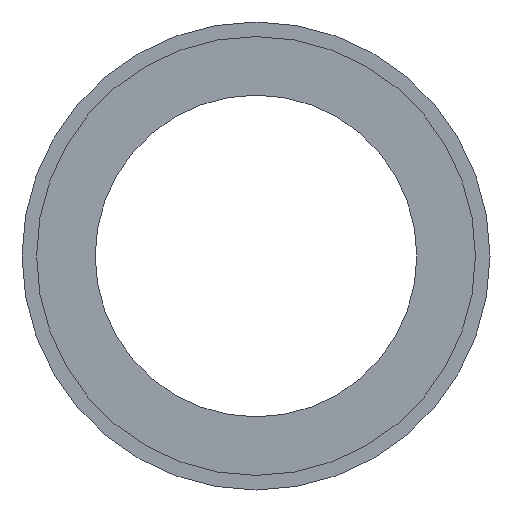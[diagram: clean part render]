
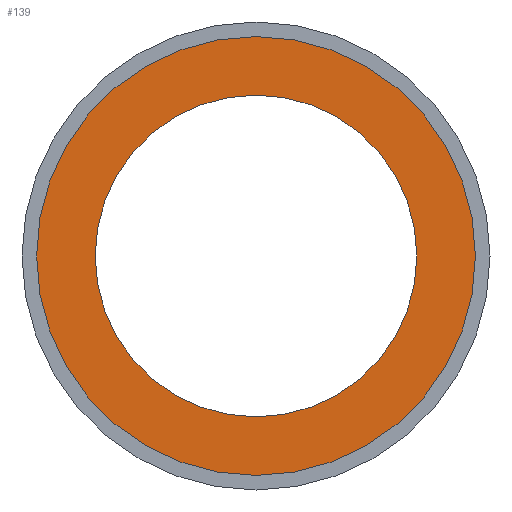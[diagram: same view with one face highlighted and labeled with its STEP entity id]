
A CAD part, front view. The second image highlights one B-rep face of the part: STEP entity #139.
In plain terms, the highlighted planar face has unit normal (0, -1, 0).
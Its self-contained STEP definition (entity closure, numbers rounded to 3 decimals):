
#34=FACE_BOUND('',#59,.T.);
#44=FACE_OUTER_BOUND('',#58,.T.);
#58=EDGE_LOOP('',(#123));
#59=EDGE_LOOP('',(#124));
#66=CIRCLE('',#165,22.5);
#69=CIRCLE('',#170,16.5);
#76=VERTEX_POINT('',#240);
#79=VERTEX_POINT('',#249);
#88=EDGE_CURVE('',#76,#76,#66,.T.);
#92=EDGE_CURVE('',#79,#79,#69,.T.);
#123=ORIENTED_EDGE('',*,*,#88,.F.);
#124=ORIENTED_EDGE('',*,*,#92,.T.);
#129=PLANE('',#173);
#139=ADVANCED_FACE('',(#44,#34),#129,.F.);
#165=AXIS2_PLACEMENT_3D('',#242,#200,#201);
#170=AXIS2_PLACEMENT_3D('',#251,#211,#212);
#173=AXIS2_PLACEMENT_3D('',#256,#219,#220);
#200=DIRECTION('center_axis',(0.,1.,0.));
#201=DIRECTION('ref_axis',(1.,0.,0.));
#211=DIRECTION('center_axis',(0.,1.,0.));
#212=DIRECTION('ref_axis',(-1.,0.,0.));
#219=DIRECTION('center_axis',(0.,1.,0.));
#220=DIRECTION('ref_axis',(1.,0.,0.));
#240=CARTESIAN_POINT('',(-22.5,0.,0.));
#242=CARTESIAN_POINT('Origin',(0.,0.,0.));
#249=CARTESIAN_POINT('',(16.5,0.,0.));
#251=CARTESIAN_POINT('Origin',(0.,0.,0.));
#256=CARTESIAN_POINT('Origin',(0.,0.,0.));
